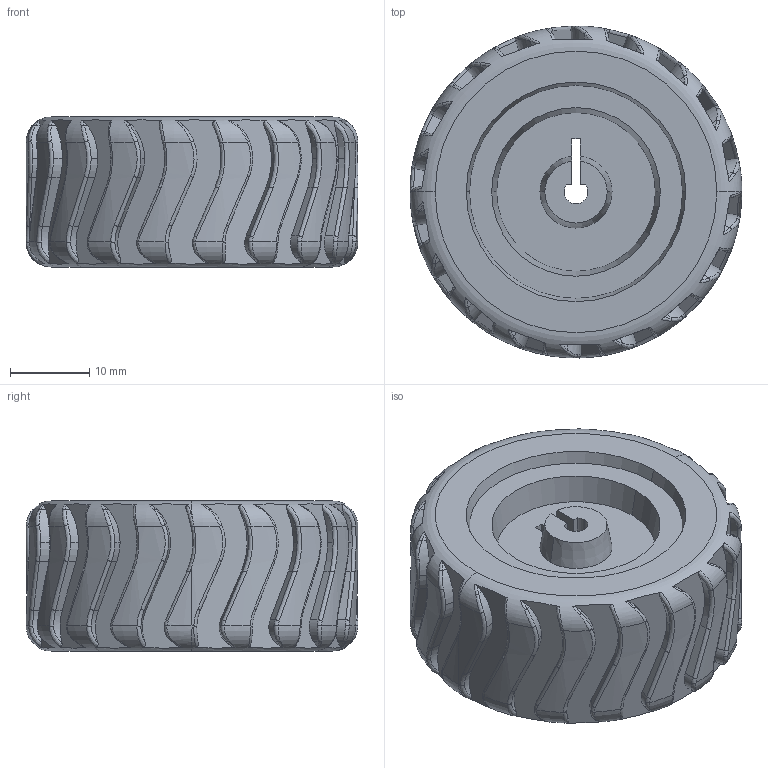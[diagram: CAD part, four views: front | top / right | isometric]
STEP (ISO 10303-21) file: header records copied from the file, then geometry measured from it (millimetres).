
FILE_DESCRIPTION (( 'STEP AP214' ), '1' );
FILE_NAME ('pololu 1.65dia wheel.STEP', '2018-07-11T06:11:18', ( '' ), ( '' ), 'SwSTEP 2.0', 'SolidWorks 2015', '' );
FILE_SCHEMA (( 'AUTOMOTIVE_DESIGN' ));
Length unit declared in the file: millimetre
Products named in the file (1): pololu 1.65dia wheel
Bounding box: 42 x 42 x 19 mm (x, y, z)
Volume: 17271.8 mm3; surface area: 7438.7 mm2
Topology: 1 solids, 1 shells, 522 faces, 1364 edges, 847 vertices
Faces by surface type: bspline 216, plane 150, cylinder 140, cone 12, torus 4
Entity records: 27314 total; most frequent: CARTESIAN_POINT 10596, ORIENTED_EDGE 2728, DIRECTION 1769, EDGE_CURVE 1364, VERTEX_POINT 847, AXIS2_PLACEMENT_3D 713, B_SPLINE_CURVE_WITH_KNOTS 543, EDGE_LOOP 527
